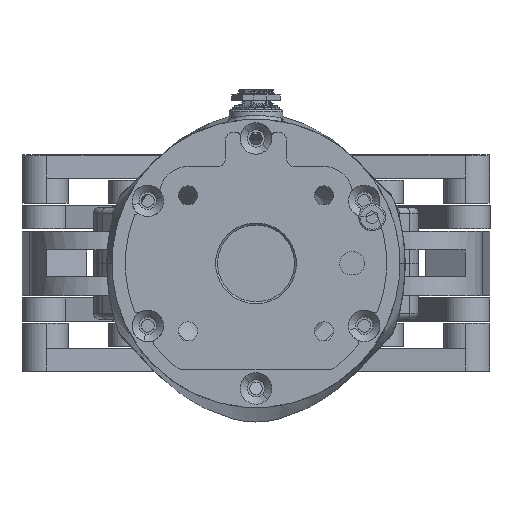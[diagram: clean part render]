
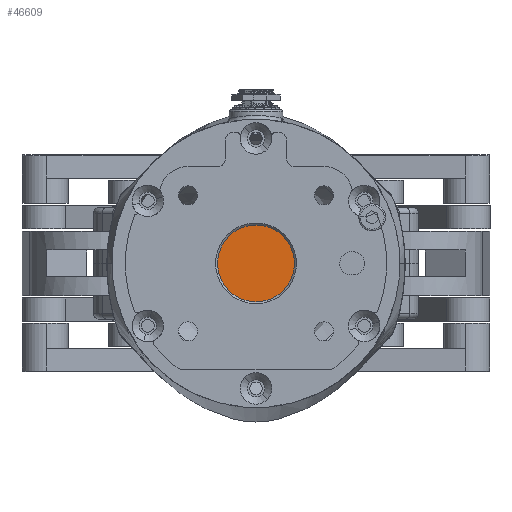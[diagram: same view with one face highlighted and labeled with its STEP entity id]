
A CAD part, front view. The second image highlights one B-rep face of the part: STEP entity #46609.
In plain terms, the highlighted planar face has unit normal (0, -1, 0).
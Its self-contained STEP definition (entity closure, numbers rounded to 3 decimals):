
#2289 = VERTEX_POINT ( 'NONE', #46387 ) ;
#10329 = PLANE ( 'NONE',  #12907 ) ;
#12907 = AXIS2_PLACEMENT_3D ( 'NONE', #53303, #31775, #61235 ) ;
#16699 = EDGE_LOOP ( 'NONE', ( #30178, #91475 ) ) ;
#17673 = CARTESIAN_POINT ( 'NONE',  ( 0., 13.1, 0. ) ) ;
#18306 = DIRECTION ( 'NONE',  ( -0.707, 0., 0.707 ) ) ;
#25759 = EDGE_CURVE ( 'NONE', #42099, #2289, #53003, .T. ) ;
#30178 = ORIENTED_EDGE ( 'NONE', *, *, #71814, .T. ) ;
#31775 = DIRECTION ( 'NONE',  ( 0., -1., 0. ) ) ;
#32190 = DIRECTION ( 'NONE',  ( 0., -1., 0. ) ) ;
#42099 = VERTEX_POINT ( 'NONE', #60618 ) ;
#44540 = DIRECTION ( 'NONE',  ( -0.707, 0., 0.707 ) ) ;
#45768 = DIRECTION ( 'NONE',  ( 0., -1., 0. ) ) ;
#46387 = CARTESIAN_POINT ( 'NONE',  ( -7.071, 13.1, 7.071 ) ) ;
#46609 = ADVANCED_FACE ( 'NONE', ( #81471 ), #10329, .T. ) ;
#52908 = CIRCLE ( 'NONE', #76869, 10. ) ;
#53003 = CIRCLE ( 'NONE', #89665, 10. ) ;
#53303 = CARTESIAN_POINT ( 'NONE',  ( 0., 13.1, 0. ) ) ;
#60618 = CARTESIAN_POINT ( 'NONE',  ( 7.071, 13.1, -7.071 ) ) ;
#61235 = DIRECTION ( 'NONE',  ( -0.707, 0., 0.707 ) ) ;
#71814 = EDGE_CURVE ( 'NONE', #2289, #42099, #52908, .T. ) ;
#74240 = CARTESIAN_POINT ( 'NONE',  ( 0., 13.1, 0. ) ) ;
#76869 = AXIS2_PLACEMENT_3D ( 'NONE', #74240, #45768, #44540 ) ;
#81471 = FACE_OUTER_BOUND ( 'NONE', #16699, .T. ) ;
#89665 = AXIS2_PLACEMENT_3D ( 'NONE', #17673, #32190, #18306 ) ;
#91475 = ORIENTED_EDGE ( 'NONE', *, *, #25759, .T. ) ;
